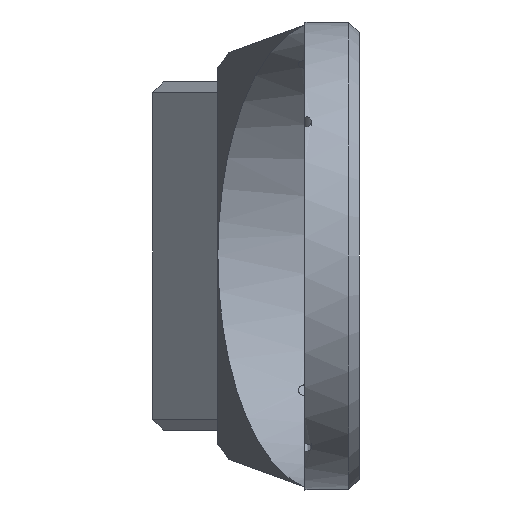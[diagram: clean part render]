
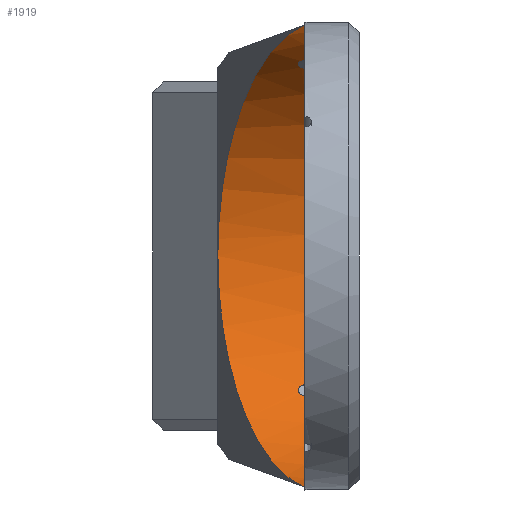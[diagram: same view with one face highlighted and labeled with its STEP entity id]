
A CAD part, left-side view. The second image highlights one B-rep face of the part: STEP entity #1919.
In plain terms, the highlighted cylindrical face has radius 10.75 mm (diameter 21.5 mm), a partial arc.
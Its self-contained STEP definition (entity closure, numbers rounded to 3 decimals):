
#20=ELLIPSE('',#2013,11.756,10.75);
#22=ELLIPSE('',#2069,11.756,10.75);
#50=B_SPLINE_CURVE_WITH_KNOTS('',3,(#3146,#3147,#3148,#3149,#3150,#3151,
#3152,#3153,#3154,#3155),.UNSPECIFIED.,.F.,.F.,(4,2,2,2,4),(0.,0.011,
0.023,0.034,0.045),.UNSPECIFIED.);
#52=B_SPLINE_CURVE_WITH_KNOTS('',3,(#3179,#3180,#3181,#3182,#3183,#3184,
#3185,#3186,#3187,#3188),.UNSPECIFIED.,.F.,.F.,(4,2,2,2,4),(0.045,
0.057,0.068,0.079,0.09),
 .UNSPECIFIED.);
#58=B_SPLINE_CURVE_WITH_KNOTS('',3,(#3314,#3315,#3316,#3317,#3318,#3319,
#3320,#3321,#3322,#3323),.UNSPECIFIED.,.F.,.F.,(4,2,2,2,4),(0.,0.011,
0.023,0.034,0.045),.UNSPECIFIED.);
#60=B_SPLINE_CURVE_WITH_KNOTS('',3,(#3342,#3343,#3344,#3345,#3346,#3347,
#3348,#3349,#3350,#3351),.UNSPECIFIED.,.F.,.F.,(4,2,2,2,4),(0.045,
0.057,0.068,0.079,0.09),
 .UNSPECIFIED.);
#101=CYLINDRICAL_SURFACE('',#2117,10.75);
#159=CIRCLE('',#2076,10.75);
#168=CIRCLE('',#2090,10.75);
#179=CIRCLE('',#2118,10.75);
#283=FACE_OUTER_BOUND('',#409,.T.);
#409=EDGE_LOOP('',(#1737,#1738,#1739,#1740,#1741,#1742,#1743,#1744,#1745));
#775=VERTEX_POINT('',#2716);
#778=VERTEX_POINT('',#2724);
#871=VERTEX_POINT('',#3019);
#898=VERTEX_POINT('',#3139);
#899=VERTEX_POINT('',#3143);
#900=VERTEX_POINT('',#3145);
#903=VERTEX_POINT('',#3177);
#915=VERTEX_POINT('',#3304);
#918=VERTEX_POINT('',#3312);
#1087=EDGE_CURVE('',#871,#775,#20,.T.);
#1137=EDGE_CURVE('',#778,#871,#22,.T.);
#1147=EDGE_CURVE('',#775,#898,#159,.T.);
#1149=EDGE_CURVE('',#900,#899,#50,.T.);
#1153=EDGE_CURVE('',#899,#903,#52,.T.);
#1169=EDGE_CURVE('',#915,#900,#168,.T.);
#1174=EDGE_CURVE('',#898,#918,#58,.T.);
#1176=EDGE_CURVE('',#918,#915,#60,.T.);
#1204=EDGE_CURVE('',#903,#778,#179,.T.);
#1737=ORIENTED_EDGE('',*,*,#1087,.T.);
#1738=ORIENTED_EDGE('',*,*,#1147,.T.);
#1739=ORIENTED_EDGE('',*,*,#1174,.T.);
#1740=ORIENTED_EDGE('',*,*,#1176,.T.);
#1741=ORIENTED_EDGE('',*,*,#1169,.T.);
#1742=ORIENTED_EDGE('',*,*,#1149,.T.);
#1743=ORIENTED_EDGE('',*,*,#1153,.T.);
#1744=ORIENTED_EDGE('',*,*,#1204,.T.);
#1745=ORIENTED_EDGE('',*,*,#1137,.T.);
#1919=ADVANCED_FACE('',(#283),#101,.F.);
#2013=AXIS2_PLACEMENT_3D('',#3020,#2400,#2401);
#2069=AXIS2_PLACEMENT_3D('',#3121,#2539,#2540);
#2076=AXIS2_PLACEMENT_3D('',#3141,#2557,#2558);
#2090=AXIS2_PLACEMENT_3D('',#3305,#2590,#2591);
#2117=AXIS2_PLACEMENT_3D('',#3489,#2660,#2661);
#2118=AXIS2_PLACEMENT_3D('',#3490,#2662,#2663);
#2400=DIRECTION('center_axis',(-0.405,0.914,0.));
#2401=DIRECTION('ref_axis',(-0.914,-0.405,0.));
#2539=DIRECTION('center_axis',(-0.405,0.914,0.));
#2540=DIRECTION('ref_axis',(-0.914,-0.405,0.));
#2557=DIRECTION('center_axis',(0.,-1.,0.));
#2558=DIRECTION('ref_axis',(1.,0.,0.));
#2590=DIRECTION('center_axis',(0.,-1.,0.));
#2591=DIRECTION('ref_axis',(1.,0.,0.));
#2660=DIRECTION('center_axis',(0.,-1.,0.));
#2661=DIRECTION('ref_axis',(1.,0.,0.));
#2662=DIRECTION('center_axis',(0.,-1.,0.));
#2663=DIRECTION('ref_axis',(1.,0.,0.));
#2716=CARTESIAN_POINT('',(7.713,2.5,-18.613));
#2724=CARTESIAN_POINT('',(7.713,2.5,2.613));
#3019=CARTESIAN_POINT('',(16.75,6.5,-8.));
#3020=CARTESIAN_POINT('Origin',(6.,1.742,-8.));
#3121=CARTESIAN_POINT('Origin',(6.,1.742,-8.));
#3139=CARTESIAN_POINT('',(14.63,2.5,-14.409));
#3141=CARTESIAN_POINT('Origin',(6.,2.5,-8.));
#3143=CARTESIAN_POINT('',(12.166,2.8,0.806));
#3145=CARTESIAN_POINT('',(12.409,2.5,0.63));
#3146=CARTESIAN_POINT('Ctrl Pts',(12.409,2.5,0.63));
#3147=CARTESIAN_POINT('Ctrl Pts',(12.409,2.538,0.63));
#3148=CARTESIAN_POINT('Ctrl Pts',(12.403,2.578,0.635));
#3149=CARTESIAN_POINT('Ctrl Pts',(12.379,2.652,0.653));
#3150=CARTESIAN_POINT('Ctrl Pts',(12.36,2.685,0.667));
#3151=CARTESIAN_POINT('Ctrl Pts',(12.317,2.739,0.698));
#3152=CARTESIAN_POINT('Ctrl Pts',(12.29,2.762,0.718));
#3153=CARTESIAN_POINT('Ctrl Pts',(12.23,2.792,0.761));
#3154=CARTESIAN_POINT('Ctrl Pts',(12.197,2.8,0.784));
#3155=CARTESIAN_POINT('Ctrl Pts',(12.166,2.8,0.806));
#3177=CARTESIAN_POINT('',(11.918,2.5,0.975));
#3179=CARTESIAN_POINT('Ctrl Pts',(12.166,2.8,0.806));
#3180=CARTESIAN_POINT('Ctrl Pts',(12.135,2.8,0.827));
#3181=CARTESIAN_POINT('Ctrl Pts',(12.102,2.792,0.85));
#3182=CARTESIAN_POINT('Ctrl Pts',(12.041,2.762,0.892));
#3183=CARTESIAN_POINT('Ctrl Pts',(12.013,2.739,0.911));
#3184=CARTESIAN_POINT('Ctrl Pts',(11.969,2.685,0.941));
#3185=CARTESIAN_POINT('Ctrl Pts',(11.95,2.652,0.953));
#3186=CARTESIAN_POINT('Ctrl Pts',(11.924,2.578,0.97));
#3187=CARTESIAN_POINT('Ctrl Pts',(11.918,2.538,0.975));
#3188=CARTESIAN_POINT('Ctrl Pts',(11.918,2.5,0.975));
#3304=CARTESIAN_POINT('',(14.975,2.5,-13.918));
#3305=CARTESIAN_POINT('Origin',(6.,2.5,-8.));
#3312=CARTESIAN_POINT('',(14.806,2.8,-14.166));
#3314=CARTESIAN_POINT('Ctrl Pts',(14.63,2.5,-14.409));
#3315=CARTESIAN_POINT('Ctrl Pts',(14.63,2.538,-14.409));
#3316=CARTESIAN_POINT('Ctrl Pts',(14.635,2.578,-14.403));
#3317=CARTESIAN_POINT('Ctrl Pts',(14.653,2.652,-14.379));
#3318=CARTESIAN_POINT('Ctrl Pts',(14.667,2.685,-14.36));
#3319=CARTESIAN_POINT('Ctrl Pts',(14.698,2.739,-14.317));
#3320=CARTESIAN_POINT('Ctrl Pts',(14.718,2.762,-14.29));
#3321=CARTESIAN_POINT('Ctrl Pts',(14.761,2.792,-14.23));
#3322=CARTESIAN_POINT('Ctrl Pts',(14.784,2.8,-14.197));
#3323=CARTESIAN_POINT('Ctrl Pts',(14.806,2.8,-14.166));
#3342=CARTESIAN_POINT('Ctrl Pts',(14.806,2.8,-14.166));
#3343=CARTESIAN_POINT('Ctrl Pts',(14.827,2.8,-14.135));
#3344=CARTESIAN_POINT('Ctrl Pts',(14.85,2.792,-14.102));
#3345=CARTESIAN_POINT('Ctrl Pts',(14.892,2.762,-14.041));
#3346=CARTESIAN_POINT('Ctrl Pts',(14.911,2.739,-14.013));
#3347=CARTESIAN_POINT('Ctrl Pts',(14.941,2.685,-13.969));
#3348=CARTESIAN_POINT('Ctrl Pts',(14.953,2.652,-13.95));
#3349=CARTESIAN_POINT('Ctrl Pts',(14.97,2.578,-13.924));
#3350=CARTESIAN_POINT('Ctrl Pts',(14.975,2.538,-13.918));
#3351=CARTESIAN_POINT('Ctrl Pts',(14.975,2.5,-13.918));
#3489=CARTESIAN_POINT('Origin',(6.,6.5,-8.));
#3490=CARTESIAN_POINT('Origin',(6.,2.5,-8.));
